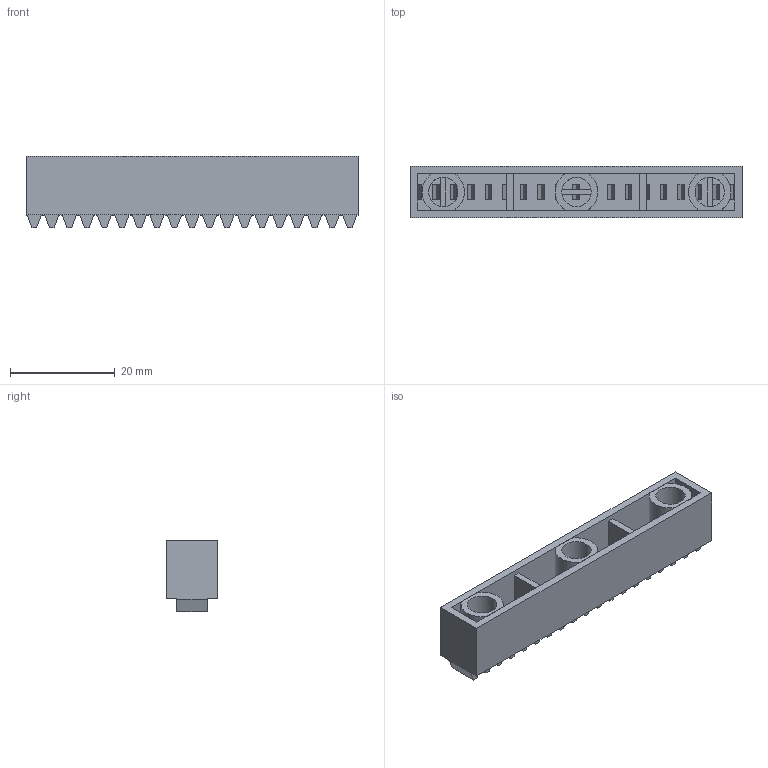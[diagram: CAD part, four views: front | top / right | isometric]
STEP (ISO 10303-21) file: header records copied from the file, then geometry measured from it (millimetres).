
FILE_DESCRIPTION(/* description */ (''),/* implementation_level */ '2;1');
FILE_NAME(/* name */ 'Rack Gear.ipt.step',/* time_stamp */ '2020-04-16T22:57:31-04:00',/* author */ ('Jordan'),/* organization */ (''),/* preprocessor_version */ 'ST-DEVELOPER v17',/* originating_system */ 'Autodesk Inventor 2019',/* authorisation */ '');
FILE_SCHEMA (('AUTOMOTIVE_DESIGN { 1 0 10303 214 3 1 1 }'));
Length unit declared in the file: millimetre
Products named in the file (1): Rack Gear
Bounding box: 63.3 x 9.8 x 13.65 mm (x, y, z)
Volume: 3995 mm3; surface area: 6031.1 mm2
Topology: 1 solids, 1 shells, 221 faces, 624 edges, 411 vertices
Faces by surface type: plane 212, cylinder 9
Full cylindrical faces by diameter (mm): 5.6 x3
Entity records: 7084 total; most frequent: CARTESIAN_POINT 1257, ORIENTED_EDGE 1248, DIRECTION 1119, EDGE_CURVE 624, LINE 573, VECTOR 573, VERTEX_POINT 411, AXIS2_PLACEMENT_3D 273
